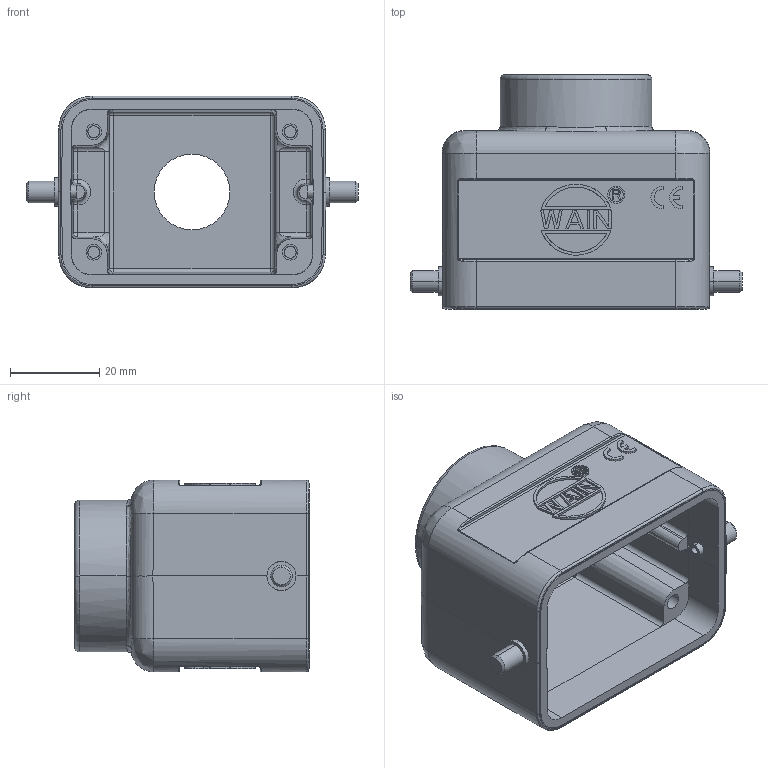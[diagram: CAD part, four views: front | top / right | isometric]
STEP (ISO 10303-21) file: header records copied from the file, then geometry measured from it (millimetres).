
FILE_DESCRIPTION((''),'2;1');
FILE_NAME('3D_1120064101009_H6B-MTE-2B-PG1','2023-12-06T',('yp.zhu'),(''),'PRO/ENGINEER BY PARAMETRIC TECHNOLOGY CORPORATION, 2012480','PRO/ENGINEER BY PARAMETRIC TECHNOLOGY CORPORATION, 2012480','');
FILE_SCHEMA(('CONFIG_CONTROL_DESIGN'));
Length unit declared in the file: millimetre
Products named in the file (1): 3D_1120064101009_H6B-MTE-2B-PG1
Bounding box: 74.4 x 52.5 x 43 mm (x, y, z)
Volume: 41123.7 mm3; surface area: 21723.6 mm2
Topology: 1 solids, 17 shells, 613 faces, 1561 edges, 994 vertices
Faces by surface type: plane 404, cylinder 119, cone 24, bspline 22, torus 16, extrusion 16, sphere 12
Entity records: 20912 total; most frequent: CARTESIAN_POINT 6329, ORIENTED_EDGE 2934, DIRECTION 2890, EDGE_CURVE 1544, VECTOR 1170, LINE 1154, VERTEX_POINT 994, AXIS2_PLACEMENT_3D 860
